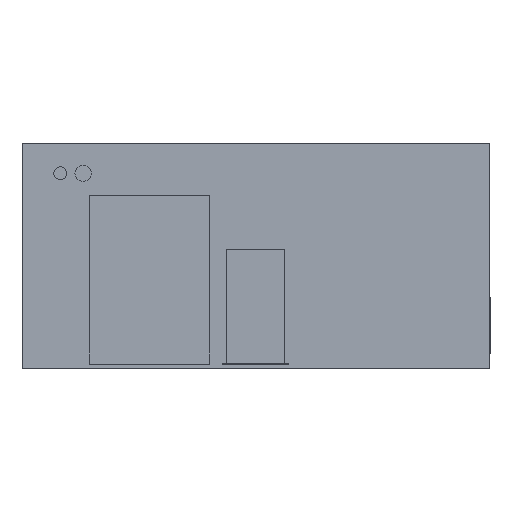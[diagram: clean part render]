
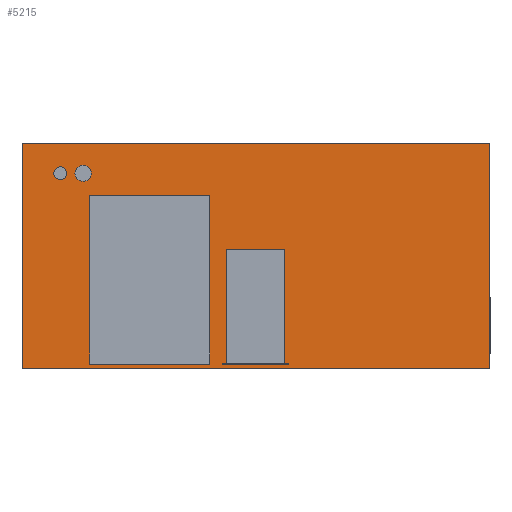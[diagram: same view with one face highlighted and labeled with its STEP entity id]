
A CAD part, front view. The second image highlights one B-rep face of the part: STEP entity #5215.
In plain terms, the highlighted planar face has unit normal (0, -1, 0).
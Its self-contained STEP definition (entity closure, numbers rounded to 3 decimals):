
#80=FACE_BOUND('',#709,.T.);
#81=FACE_BOUND('',#710,.T.);
#103=PLANE('',#5596);
#385=FACE_OUTER_BOUND('',#708,.T.);
#708=EDGE_LOOP('',(#3725,#3726,#3727,#3728));
#709=EDGE_LOOP('',(#3729));
#710=EDGE_LOOP('',(#3730));
#1046=LINE('',#7511,#1706);
#1048=LINE('',#7515,#1708);
#1050=LINE('',#7519,#1710);
#1052=LINE('',#7522,#1712);
#1706=VECTOR('',#6035,10.);
#1708=VECTOR('',#6039,10.);
#1710=VECTOR('',#6043,10.);
#1712=VECTOR('',#6047,10.);
#2348=CIRCLE('',#5580,20.);
#2350=CIRCLE('',#5584,25.);
#2432=VERTEX_POINT('',#7462);
#2434=VERTEX_POINT('',#7469);
#2447=VERTEX_POINT('',#7508);
#2448=VERTEX_POINT('',#7510);
#2449=VERTEX_POINT('',#7514);
#2450=VERTEX_POINT('',#7518);
#2929=EDGE_CURVE('',#2432,#2432,#2348,.T.);
#2932=EDGE_CURVE('',#2434,#2434,#2350,.T.);
#2950=EDGE_CURVE('',#2448,#2447,#1046,.T.);
#2952=EDGE_CURVE('',#2449,#2448,#1048,.T.);
#2954=EDGE_CURVE('',#2450,#2449,#1050,.T.);
#2956=EDGE_CURVE('',#2447,#2450,#1052,.T.);
#3725=ORIENTED_EDGE('',*,*,#2956,.T.);
#3726=ORIENTED_EDGE('',*,*,#2954,.T.);
#3727=ORIENTED_EDGE('',*,*,#2952,.T.);
#3728=ORIENTED_EDGE('',*,*,#2950,.T.);
#3729=ORIENTED_EDGE('',*,*,#2929,.T.);
#3730=ORIENTED_EDGE('',*,*,#2932,.T.);
#5215=ADVANCED_FACE('',(#385,#80,#81),#103,.T.);
#5580=AXIS2_PLACEMENT_3D('',#7464,#5991,#5992);
#5584=AXIS2_PLACEMENT_3D('',#7471,#6000,#6001);
#5596=AXIS2_PLACEMENT_3D('',#7523,#6048,#6049);
#5991=DIRECTION('center_axis',(0.,1.,0.));
#5992=DIRECTION('ref_axis',(1.,0.,0.));
#6000=DIRECTION('center_axis',(0.,1.,0.));
#6001=DIRECTION('ref_axis',(1.,0.,0.));
#6035=DIRECTION('',(-1.,0.,0.));
#6039=DIRECTION('',(0.,0.,1.));
#6043=DIRECTION('',(1.,0.,0.));
#6047=DIRECTION('',(0.,0.,-1.));
#6048=DIRECTION('center_axis',(0.,-1.,0.));
#6049=DIRECTION('ref_axis',(0.,0.,-1.));
#7462=CARTESIAN_POINT('',(-622.,-370.,254.5));
#7464=CARTESIAN_POINT('Origin',(-602.,-370.,254.5));
#7469=CARTESIAN_POINT('',(-557.,-370.,254.5));
#7471=CARTESIAN_POINT('Origin',(-532.,-370.,254.5));
#7508=CARTESIAN_POINT('',(-720.,-370.,347.5));
#7510=CARTESIAN_POINT('',(720.,-370.,347.5));
#7511=CARTESIAN_POINT('',(-720.,-370.,347.5));
#7514=CARTESIAN_POINT('',(720.,-370.,-347.5));
#7515=CARTESIAN_POINT('',(720.,-370.,347.5));
#7518=CARTESIAN_POINT('',(-720.,-370.,-347.5));
#7519=CARTESIAN_POINT('',(720.,-370.,-347.5));
#7522=CARTESIAN_POINT('',(-720.,-370.,-347.5));
#7523=CARTESIAN_POINT('Origin',(0.,-370.,0.));
